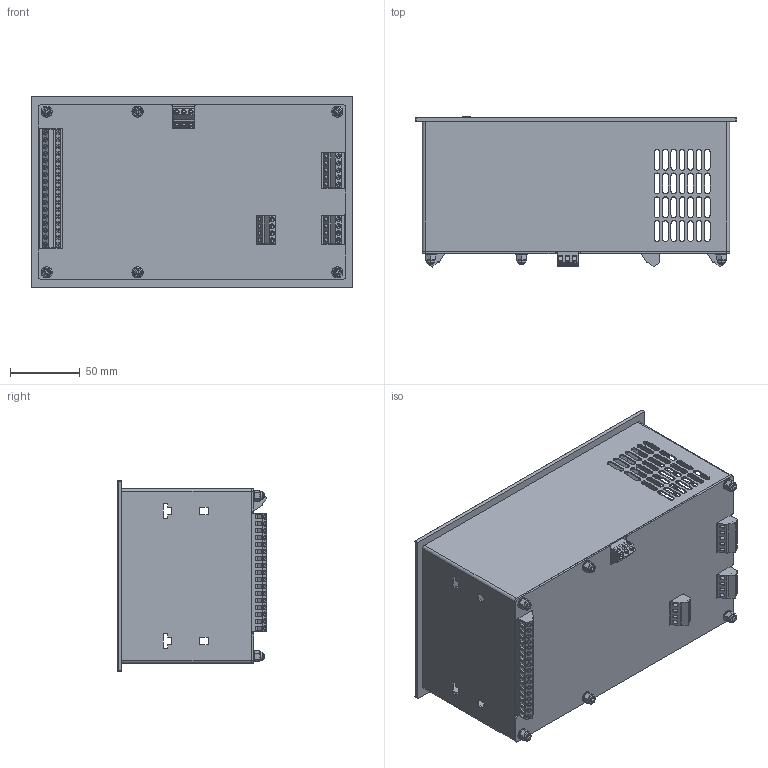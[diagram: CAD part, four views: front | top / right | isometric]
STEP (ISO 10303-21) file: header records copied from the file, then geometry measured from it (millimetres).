
FILE_DESCRIPTION(('TFLEX Exchange Step'),'2;1');
FILE_NAME('3D-модель прибора ВИТ19ИТ2.stp', '2020-10-20T21:10:09+05:00',('Алексей'),('Unknown organisation'),'TFLEX Exchange 2019.1','T-FLEX CAD','Unknown authorisation');
FILE_SCHEMA( ('AUTOMOTIVE_DESIGN { 1 0 10303 214 1 1 1 1 }') );
Length unit declared in the file: millimetre
Products named in the file (16): Клемма:4; Клемма; Клемма:5; Этикетка2:11; Этикетка2; <Гайки стопорные>Гайка ГОСТ Р 50273-92; <Шпильки>Шпилька ГОСТ 22038-76; <Шайбы>Шайба ГОСТ 10450-78; Клемма кр:3; Клемма кр; Клемма:17; Этикетка; Корпус; _ВИТ19ИТ2
Assembly tree (59 placements, depth 3):
  _ВИТ19ИТ2
    Клемма  x2
      Клемма:4
    Клемма
      Клемма:5  x5
    Этикетка2
      Этикетка2:11  x4
    <Гайки стопорные>Гайка ГОСТ Р 50273-92  x6
    <Шпильки>Шпилька ГОСТ 22038-76  x6
    <Шайбы>Шайба ГОСТ 10450-78  x6
    Клемма кр
      Клемма кр:3  x3
    Клемма
      Клемма:17  x17
    Этикетка
    Корпус
Bounding box: 230 x 107.33 x 137 mm (x, y, z)
Volume: 237917.8 mm3; surface area: 330905.5 mm2
Topology: 102 solids, 102 shells, 2160 faces, 5458 edges, 3570 vertices
Faces by surface type: plane 1585, cylinder 373, bspline 142, cone 42, torus 14, sphere 4
Full cylindrical faces by diameter (mm): 3.242 x6, 3.5 x66
Entity records: 54032 total; most frequent: CARTESIAN_POINT 11166, ORIENTED_EDGE 8880, DIRECTION 8241, EDGE_CURVE 4440, VECTOR 3317, LINE 3317, VERTEX_POINT 2915, AXIS2_PLACEMENT_3D 2462
